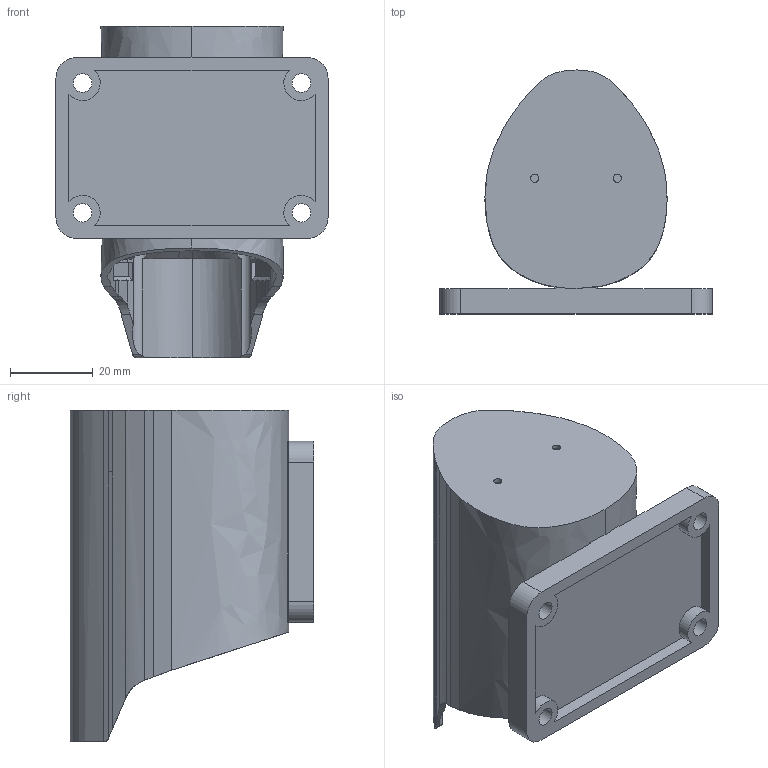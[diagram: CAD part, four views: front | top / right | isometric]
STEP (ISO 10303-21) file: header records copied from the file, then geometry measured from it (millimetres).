
FILE_DESCRIPTION(/* description */ ('STEP AP214'),/* implementation_level */ '2;1');
FILE_NAME(/* name */ 'M12 Battery Adapter.step',/* time_stamp */ '2025-11-18T10:55:26-05:00',/* author */ (''),/* organization */ (''),/* preprocessor_version */ 'ST-DEVELOPER v20.1',/* originating_system */ 'Autodesk Translation Framework v14.21.0.0',/* authorisation */ '');
FILE_SCHEMA (('AUTOMOTIVE_DESIGN { 1 0 10303 214 3 1 1 }'));
Length unit declared in the file: millimetre
Products named in the file (1): M12 Batt Socket R03
Bounding box: 65.9 x 59.06 x 80.4 mm (x, y, z)
Volume: 74786.8 mm3; surface area: 27408.1 mm2
Topology: 1 solids, 1 shells, 172 faces, 472 edges, 311 vertices
Faces by surface type: plane 81, bspline 56, cylinder 29, torus 4, cone 2
Full cylindrical faces by diameter (mm): 2 x2, 3.3 x2, 4.5 x4
Entity records: 7733 total; most frequent: CARTESIAN_POINT 3630, ORIENTED_EDGE 944, DIRECTION 677, EDGE_CURVE 472, VERTEX_POINT 311, LINE 249, VECTOR 249, AXIS2_PLACEMENT_3D 214
